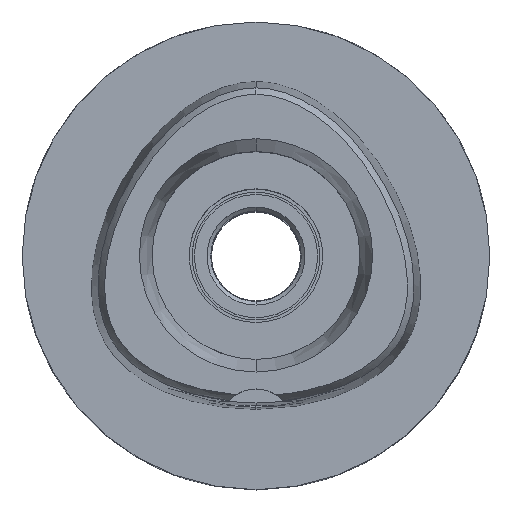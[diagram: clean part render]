
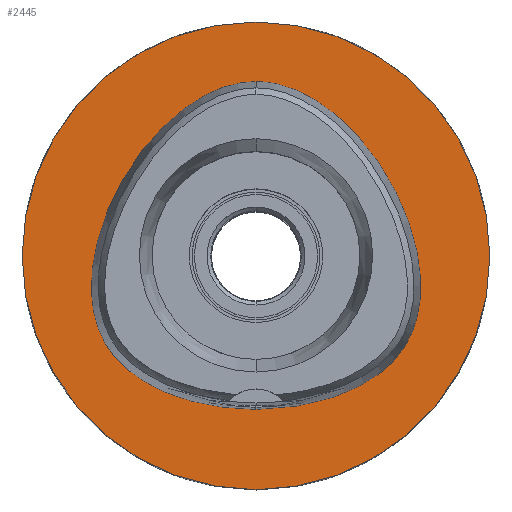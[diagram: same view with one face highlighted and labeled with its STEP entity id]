
A CAD part, top view. The second image highlights one B-rep face of the part: STEP entity #2445.
In plain terms, the highlighted planar face has unit normal (0, 0, 1).
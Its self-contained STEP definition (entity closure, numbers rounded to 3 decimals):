
#328=CARTESIAN_POINT('',(0.,0.,0.));
#329=DIRECTION('',(0.,0.,-1.));
#330=DIRECTION('',(0.,-1.,0.));
#331=AXIS2_PLACEMENT_3D('',#328,#329,#330);
#336=CARTESIAN_POINT('',(0.,0.,0.));
#337=DIRECTION('',(0.,0.,-1.));
#338=DIRECTION('',(0.,1.,0.));
#339=AXIS2_PLACEMENT_3D('',#336,#337,#338);
#344=CARTESIAN_POINT('',(0.,-20.675,0.));
#345=CARTESIAN_POINT('',(0.867,-20.675,0.));
#346=CARTESIAN_POINT('',(2.574,-20.612,
0.));
#347=CARTESIAN_POINT('',(5.087,-20.337,
0.));
#348=CARTESIAN_POINT('',(7.457,-19.897,0.));
#349=CARTESIAN_POINT('',(9.643,-19.32,0.));
#350=CARTESIAN_POINT('',(11.615,-18.633,0.));
#351=CARTESIAN_POINT('',(13.367,-17.862,0.));
#352=CARTESIAN_POINT('',(14.904,-17.031,0.));
#353=CARTESIAN_POINT('',(16.241,-16.157,0.));
#354=CARTESIAN_POINT('',(17.394,-15.252,0.));
#355=CARTESIAN_POINT('',(18.384,-14.322,0.));
#356=CARTESIAN_POINT('',(19.228,-13.371,0.));
#357=CARTESIAN_POINT('',(19.937,-12.406,0.));
#358=CARTESIAN_POINT('',(20.534,-11.41,0.));
#359=CARTESIAN_POINT('',(21.042,-10.342,0.));
#360=CARTESIAN_POINT('',(21.471,-9.173,0.));
#361=CARTESIAN_POINT('',(21.813,-7.892,0.));
#362=CARTESIAN_POINT('',(22.056,-6.485,0.));
#363=CARTESIAN_POINT('',(22.186,-4.939,0.));
#364=CARTESIAN_POINT('',(22.186,-3.243,0.));
#365=CARTESIAN_POINT('',(22.032,-1.391,0.));
#366=CARTESIAN_POINT('',(21.704,0.613,0.));
#367=CARTESIAN_POINT('',(21.18,2.756,0.));
#368=CARTESIAN_POINT('',(20.446,5.004,0.));
#369=CARTESIAN_POINT('',(19.498,7.31,0.));
#370=CARTESIAN_POINT('',(18.35,9.609,0.));
#371=CARTESIAN_POINT('',(17.029,11.833,0.));
#372=CARTESIAN_POINT('',(15.57,13.925,0.));
#373=CARTESIAN_POINT('',(14.022,15.829,0.));
#374=CARTESIAN_POINT('',(12.434,17.511,0.));
#375=CARTESIAN_POINT('',(10.845,18.953,0.));
#376=CARTESIAN_POINT('',(9.287,20.161,0.));
#377=CARTESIAN_POINT('',(7.779,21.145,0.));
#378=CARTESIAN_POINT('',(6.333,21.927,0.));
#379=CARTESIAN_POINT('',(4.95,22.528,0.));
#380=CARTESIAN_POINT('',(3.631,22.969,0.));
#381=CARTESIAN_POINT('',(2.369,23.268,0.));
#382=CARTESIAN_POINT('',(1.161,23.439,
0.));
#383=CARTESIAN_POINT('',(0.382,23.475,
0.));
#384=CARTESIAN_POINT('',(0.,23.475,
0.));
#389=CARTESIAN_POINT('',(0.,23.475,
0.));
#390=CARTESIAN_POINT('',(-0.382,23.475,
0.));
#391=CARTESIAN_POINT('',(-1.161,23.439,
0.));
#392=CARTESIAN_POINT('',(-2.37,23.268,
0.));
#393=CARTESIAN_POINT('',(-3.632,22.969,0.));
#394=CARTESIAN_POINT('',(-4.951,22.528,0.));
#395=CARTESIAN_POINT('',(-6.333,21.927,0.));
#396=CARTESIAN_POINT('',(-7.78,21.145,0.));
#397=CARTESIAN_POINT('',(-9.288,20.16,0.));
#398=CARTESIAN_POINT('',(-10.847,18.952,0.));
#399=CARTESIAN_POINT('',(-12.436,17.508,0.));
#400=CARTESIAN_POINT('',(-14.025,15.827,0.));
#401=CARTESIAN_POINT('',(-15.573,13.922,0.));
#402=CARTESIAN_POINT('',(-17.031,11.83,0.));
#403=CARTESIAN_POINT('',(-18.352,9.605,0.));
#404=CARTESIAN_POINT('',(-19.5,7.307,0.));
#405=CARTESIAN_POINT('',(-20.447,5.001,0.));
#406=CARTESIAN_POINT('',(-21.181,2.753,0.));
#407=CARTESIAN_POINT('',(-21.705,0.611,0.));
#408=CARTESIAN_POINT('',(-22.033,-1.393,0.));
#409=CARTESIAN_POINT('',(-22.186,-3.244,0.));
#410=CARTESIAN_POINT('',(-22.186,-4.94,0.));
#411=CARTESIAN_POINT('',(-22.056,-6.486,0.));
#412=CARTESIAN_POINT('',(-21.813,-7.893,0.));
#413=CARTESIAN_POINT('',(-21.471,-9.174,0.));
#414=CARTESIAN_POINT('',(-21.041,-10.345,0.));
#415=CARTESIAN_POINT('',(-20.533,-11.41,0.));
#416=CARTESIAN_POINT('',(-19.938,-12.404,0.));
#417=CARTESIAN_POINT('',(-19.23,-13.368,0.));
#418=CARTESIAN_POINT('',(-18.386,-14.32,0.));
#419=CARTESIAN_POINT('',(-17.397,-15.249,0.));
#420=CARTESIAN_POINT('',(-16.243,-16.155,0.));
#421=CARTESIAN_POINT('',(-14.907,-17.03,0.));
#422=CARTESIAN_POINT('',(-13.37,-17.861,0.));
#423=CARTESIAN_POINT('',(-11.618,-18.632,0.));
#424=CARTESIAN_POINT('',(-9.645,-19.319,0.));
#425=CARTESIAN_POINT('',(-7.459,-19.897,0.));
#426=CARTESIAN_POINT('',(-5.088,-20.337,
0.));
#427=CARTESIAN_POINT('',(-2.575,-20.612,
0.));
#428=CARTESIAN_POINT('',(-0.867,-20.675,0.));
#429=CARTESIAN_POINT('',(0.,-20.675,0.));
#1597=VERTEX_POINT('',#389);
#1598=VERTEX_POINT('',#429);
#1603=CARTESIAN_POINT('',(0.,-31.5,0.));
#1604=CARTESIAN_POINT('',(0.,31.5,0.));
#1605=VERTEX_POINT('',#1603);
#1606=VERTEX_POINT('',#1604);
#2429=CARTESIAN_POINT('',(0.,0.,0.));
#2430=DIRECTION('',(0.,0.,-1.));
#2431=DIRECTION('',(0.,-1.,0.));
#2432=AXIS2_PLACEMENT_3D('',#2429,#2430,#2431);
#2433=PLANE('',#2432);
#2435=ORIENTED_EDGE('',*,*,#2434,.T.);
#2437=ORIENTED_EDGE('',*,*,#2436,.T.);
#2438=EDGE_LOOP('',(#2435,#2437));
#2439=FACE_OUTER_BOUND('',#2438,.F.);
#2441=ORIENTED_EDGE('',*,*,#2440,.T.);
#2442=ORIENTED_EDGE('',*,*,#2412,.T.);
#2443=EDGE_LOOP('',(#2441,#2442));
#2444=FACE_BOUND('',#2443,.F.);
#332=CIRCLE('',#331,31.5);
#340=CIRCLE('',#339,31.5);
#385=B_SPLINE_CURVE_WITH_KNOTS('',3,(#344,#345,#346,#347,#348,#349,#350,#351,
#352,#353,#354,#355,#356,#357,#358,#359,#360,#361,#362,#363,#364,#365,#366,#367,
#368,#369,#370,#371,#372,#373,#374,#375,#376,#377,#378,#379,#380,#381,#382,#383,
#384),.UNSPECIFIED.,.F.,.F.,(4,1,1,1,1,1,1,1,1,1,1,1,1,1,1,1,1,1,1,1,1,1,1,1,1,
1,1,1,1,1,1,1,1,1,1,1,1,1,4),(0.,0.026,0.053,
0.079,0.105,0.132,0.158,
0.184,0.211,0.237,0.263,
0.289,0.316,0.342,0.368,
0.395,0.421,0.447,0.474,0.5,
0.526,0.553,0.579,0.605,
0.632,0.658,0.684,0.711,
0.737,0.763,0.789,0.816,
0.842,0.868,0.895,0.921,
0.947,0.974,1.),.UNSPECIFIED.);
#430=B_SPLINE_CURVE_WITH_KNOTS('',3,(#389,#390,#391,#392,#393,#394,#395,#396,
#397,#398,#399,#400,#401,#402,#403,#404,#405,#406,#407,#408,#409,#410,#411,#412,
#413,#414,#415,#416,#417,#418,#419,#420,#421,#422,#423,#424,#425,#426,#427,#428,
#429),.UNSPECIFIED.,.F.,.F.,(4,1,1,1,1,1,1,1,1,1,1,1,1,1,1,1,1,1,1,1,1,1,1,1,1,
1,1,1,1,1,1,1,1,1,1,1,1,1,4),(0.,0.026,0.053,
0.079,0.105,0.132,0.158,
0.184,0.211,0.237,0.263,
0.289,0.316,0.342,0.368,
0.395,0.421,0.447,0.474,0.5,
0.526,0.553,0.579,0.605,
0.632,0.658,0.684,0.711,
0.737,0.763,0.789,0.816,
0.842,0.868,0.895,0.921,
0.947,0.974,1.),.UNSPECIFIED.);
#2412=EDGE_CURVE('',#1597,#1598,#430,.T.);
#2434=EDGE_CURVE('',#1605,#1606,#332,.T.);
#2436=EDGE_CURVE('',#1606,#1605,#340,.T.);
#2440=EDGE_CURVE('',#1598,#1597,#385,.T.);
#2445=ADVANCED_FACE('',(#2439,#2444),#2433,.F.);
